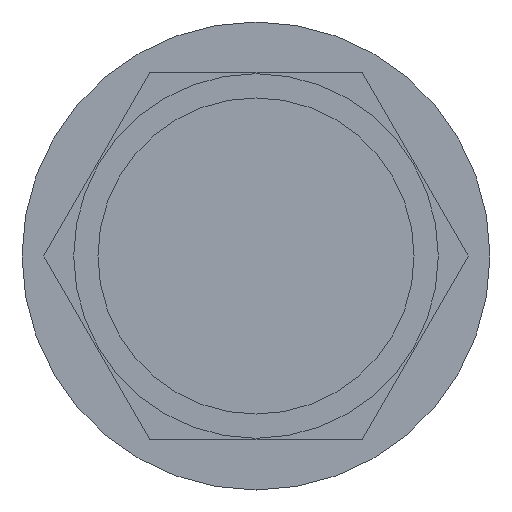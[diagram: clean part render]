
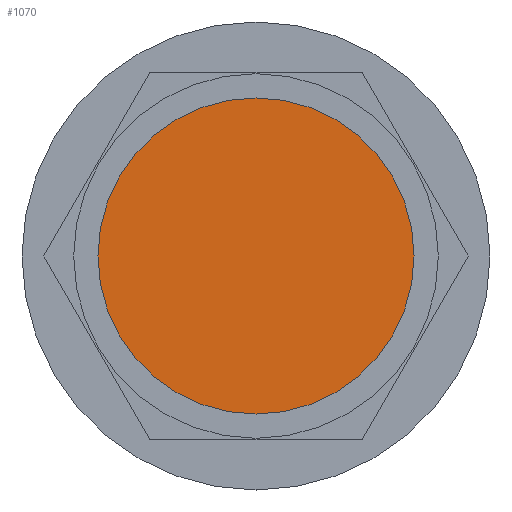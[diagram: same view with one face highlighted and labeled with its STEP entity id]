
A CAD part, left-side view. The second image highlights one B-rep face of the part: STEP entity #1070.
In plain terms, the highlighted face is planar.
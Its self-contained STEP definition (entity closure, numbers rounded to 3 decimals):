
#870=CARTESIAN_POINT('',(-14671.904,19459.734,-17114.825)
);
#880=DIRECTION('',(1.,0.,0.));
#890=DIRECTION('',(0.,-1.,0.));
#900=AXIS2_PLACEMENT_3D('',#870,#880,#890);
#910=PLANE('',#900);
#920=CARTESIAN_POINT('',(-14671.904,2344.91,
0.));
#930=DIRECTION('',(-1.,-0.,-0.));
#940=DIRECTION('',(0.,-1.,0.));
#950=AXIS2_PLACEMENT_3D('',#920,#930,#940);
#960=CIRCLE('',#950,55.05);
#970=CARTESIAN_POINT('',(-14671.904,2289.86,
0.));
#980=VERTEX_POINT('',#970);
#990=CARTESIAN_POINT('',(-14671.904,2399.96,
0.));
#1000=VERTEX_POINT('',#990);
#1010=EDGE_CURVE('',#980,#1000,#960,.T.);
#1020=ORIENTED_EDGE('',*,*,#1010,.F.);
#1030=EDGE_CURVE('',#1000,#980,#960,.T.);
#1040=ORIENTED_EDGE('',*,*,#1030,.F.);
#1050=EDGE_LOOP('',(#1040,#1020));
#1060=FACE_OUTER_BOUND('',#1050,.T.);
#1070=ADVANCED_FACE('',(#1060),#910,.T.);
